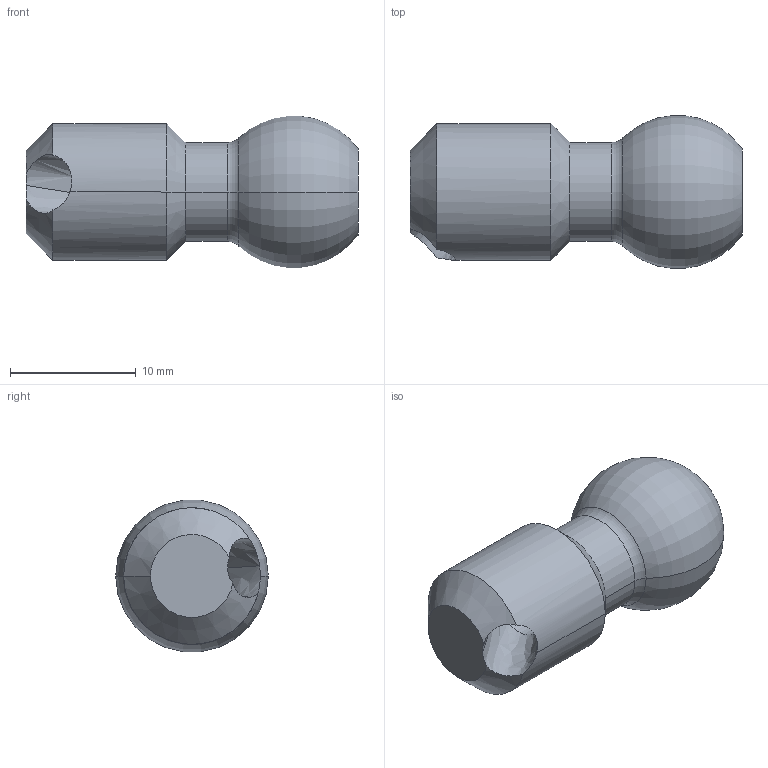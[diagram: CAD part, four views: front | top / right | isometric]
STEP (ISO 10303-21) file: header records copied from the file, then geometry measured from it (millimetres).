
FILE_DESCRIPTION (( 'STEP AP203' ), '1' );
FILE_NAME ('06-0186.STEP', '2023-11-09T18:22:40', ( '' ), ( '' ), 'SwSTEP 2.0', 'SolidWorks 2022', '' );
FILE_SCHEMA (( 'CONFIG_CONTROL_DESIGN' ));
Length unit declared in the file: inch
Products named in the file (1): 06-0186
Bounding box: 26.42 x 12.14 x 12.05 mm (x, y, z)
Volume: 1632.5 mm3; surface area: 1357.3 mm2
Topology: 1 solids, 1 shells, 19 faces, 44 edges, 25 vertices
Faces by surface type: cylinder 6, cone 6, torus 4, bspline 2, plane 1
Entity records: 730 total; most frequent: CARTESIAN_POINT 222, DIRECTION 95, ORIENTED_EDGE 88, EDGE_CURVE 44, AXIS2_PLACEMENT_3D 42, VERTEX_POINT 25, CIRCLE 24, EDGE_LOOP 19
